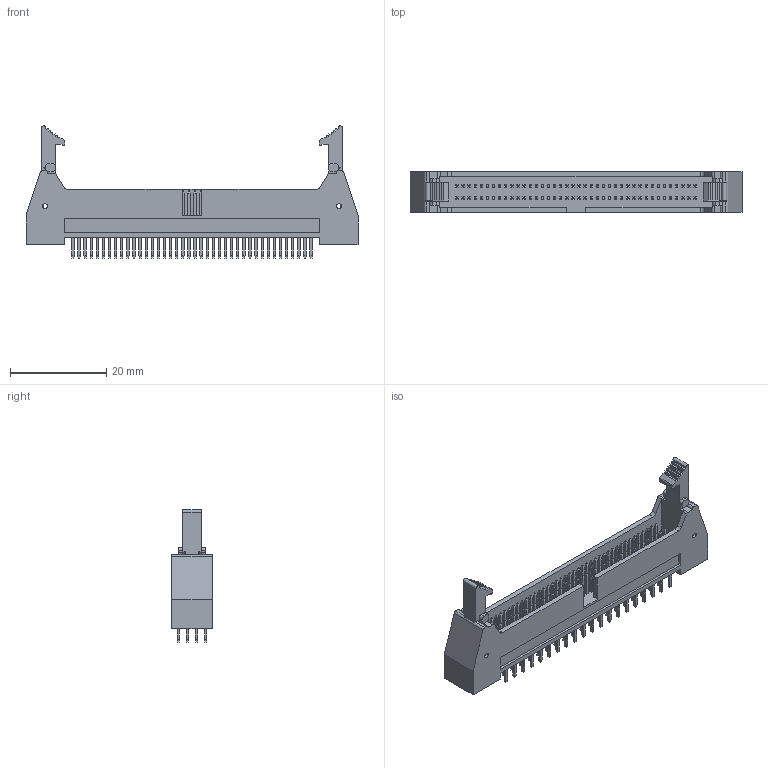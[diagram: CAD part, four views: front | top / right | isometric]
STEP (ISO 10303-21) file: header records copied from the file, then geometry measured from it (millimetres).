
FILE_DESCRIPTION(('Creo Elements/Direct Modeling STEP Export'),'2;1');
FILE_NAME('HIF6-80PA-1.27DSA.stp','2015-04-01T 8:11:16',(''),(''),'Creo Elements/Direct Modeling STEP processor for AP214 (Solid Model)','Creo Elements/Direct Modeling 18.1E 22-Nov-2013 (C) Parametric Technology GmbH','');
FILE_SCHEMA(('AUTOMOTIVE_DESIGN { 1 0 10303 214 1 1 1 1 }'));
Length unit declared in the file: millimetre
Products named in the file (1): HIF6-80PA-1.27DSA
Bounding box: 69.05 x 8.5 x 27.5 mm (x, y, z)
Volume: 4474.1 mm3; surface area: 5575.7 mm2
Topology: 1 solids, 1 shells, 1602 faces, 3674 edges, 2236 vertices
Faces by surface type: plane 1552, cylinder 46, cone 4
Entity records: 49430 total; most frequent: CARTESIAN_POINT 7881, ORIENTED_EDGE 7348, DIRECTION 6878, EDGE_CURVE 3674, VECTOR 3532, LINE 3532, VERTEX_POINT 2236, EDGE_LOOP 1768
